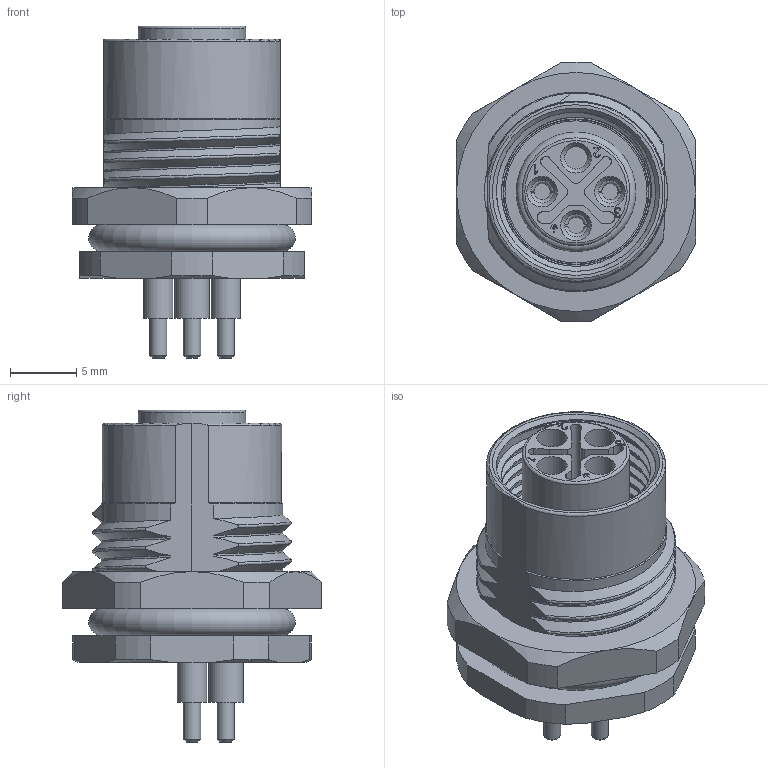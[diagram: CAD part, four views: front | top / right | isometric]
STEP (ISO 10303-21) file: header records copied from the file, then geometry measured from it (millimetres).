
FILE_DESCRIPTION(/* description */ (''),/* implementation_level */ '2;1');
FILE_NAME(/* name */ '222_1.stp',/* time_stamp */ '2024-03-20T17:58:53+08:00',/* author */ (''),/* organization */ (''),/* preprocessor_version */ 'ST-DEVELOPER v18.1',/* originating_system */ 'SIEMENS PLM Software NX 1980',/* authorisation */ '');
FILE_SCHEMA (('AUTOMOTIVE_DESIGN { 1 0 10303 214 3 1 1 1 }'));
Length unit declared in the file: millimetre
Products named in the file (1): 222
Bounding box: 18 x 19.57 x 25 mm (x, y, z)
Volume: 2691.4 mm3; surface area: 3331.7 mm2
Topology: 1 solids, 3 shells, 307 faces, 831 edges, 542 vertices
Faces by surface type: plane 114, cylinder 96, cone 38, bspline 29, torus 27, extrusion 3
Full cylindrical faces by diameter (mm): 1.3 x3, 1.6 x3, 1.7 x4, 2.2 x6, 2.3 x8, 2.6 x1, 8.1 x2, 10.7 x1, 10.9 x1, 12 x8, 13 x2, 13.8 x1
Entity records: 15341 total; most frequent: CARTESIAN_POINT 8834, ORIENTED_EDGE 1404, DIRECTION 1123, EDGE_CURVE 702, VERTEX_POINT 482, AXIS2_PLACEMENT_3D 446, EDGE_LOOP 392, B_SPLINE_CURVE_WITH_KNOTS 299
